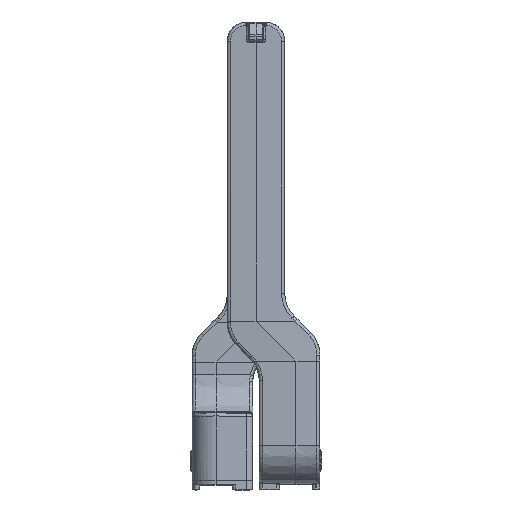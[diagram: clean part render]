
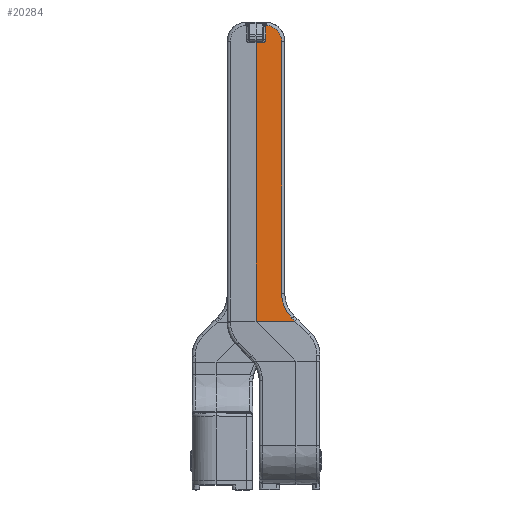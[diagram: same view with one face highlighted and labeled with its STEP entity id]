
A CAD part, top view. The second image highlights one B-rep face of the part: STEP entity #20284.
In plain terms, the highlighted face is planar.
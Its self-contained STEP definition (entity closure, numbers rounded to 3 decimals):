
#2899=DIRECTION('',(0.,1.,0.));
#2900=VECTOR('',#2899,43.5);
#2901=CARTESIAN_POINT('',(22.,26.25,0.));
#2902=LINE('',#2901,#2900);
#2919=CARTESIAN_POINT('',(21.895,69.96,-4.013));
#2920=CARTESIAN_POINT('',(21.895,70.282,-4.013));
#2921=CARTESIAN_POINT('',(21.898,70.925,-3.887));
#2922=CARTESIAN_POINT('',(21.912,71.748,-3.349));
#2923=CARTESIAN_POINT('',(21.933,72.308,-2.541));
#2924=CARTESIAN_POINT('',(21.95,72.451,-1.898));
#2925=CARTESIAN_POINT('',(21.959,72.459,-1.576));
#2927=CARTESIAN_POINT('',(21.853,26.682,-5.624));
#2928=CARTESIAN_POINT('',(21.866,27.191,-5.115));
#2929=CARTESIAN_POINT('',(21.887,28.411,-4.299));
#2930=CARTESIAN_POINT('',(21.895,29.851,-4.013));
#2931=CARTESIAN_POINT('',(21.895,30.571,-4.013));
#2933=DIRECTION('',(0.019,0.707,0.707));
#2934=VECTOR('',#2933,0.613);
#2935=CARTESIAN_POINT('',(21.841,26.248,-6.058));
#2936=LINE('',#2935,#2934);
#2937=DIRECTION('',(-0.026,0.,-1.));
#2938=VECTOR('',#2937,6.06);
#2939=CARTESIAN_POINT('',(22.,26.25,0.));
#2940=LINE('',#2939,#2938);
#2941=DIRECTION('',(0.026,-0.026,0.999));
#2942=VECTOR('',#2941,1.007);
#2943=CARTESIAN_POINT('',(21.974,69.776,-1.007));
#2944=LINE('',#2943,#2942);
#2950=CARTESIAN_POINT('',(21.974,69.776,-1.007));
#2951=CARTESIAN_POINT('',(21.972,69.778,-1.058));
#2952=CARTESIAN_POINT('',(21.97,69.795,-1.157));
#2953=CARTESIAN_POINT('',(21.966,69.868,-1.296));
#2954=CARTESIAN_POINT('',(21.963,69.981,-1.407));
#2955=CARTESIAN_POINT('',(21.961,70.123,-1.478));
#2956=CARTESIAN_POINT('',(21.961,70.223,-1.493));
#2957=CARTESIAN_POINT('',(21.961,70.276,-1.493));
#2964=DIRECTION('',(0.,1.,0.));
#2965=VECTOR('',#2964,2.185);
#2966=CARTESIAN_POINT('',(21.961,70.276,-1.493));
#2967=LINE('',#2966,#2965);
#2998=DIRECTION('',(-0.026,-0.019,-0.999));
#2999=VECTOR('',#2998,0.083);
#3000=CARTESIAN_POINT('',(21.961,72.461,-1.493));
#3001=LINE('',#3000,#2999);
#3010=CARTESIAN_POINT('',(21.961,72.461,-1.493));
#3224=CARTESIAN_POINT('',(21.841,26.248,-6.058));
#3250=DIRECTION('',(0.,-1.,0.));
#3251=VECTOR('',#3250,39.389);
#3252=CARTESIAN_POINT('',(21.895,69.96,-4.013));
#3253=LINE('',#3252,#3251);
#3562=CARTESIAN_POINT('',(22.,69.75,0.));
#12312=CARTESIAN_POINT('',(21.895,30.571,
-4.013));
#12314=VERTEX_POINT('',#12312);
#12350=CARTESIAN_POINT('',(21.853,26.682,
-5.624));
#12351=VERTEX_POINT('',#12350);
#12352=CARTESIAN_POINT('',(21.895,69.96,
-4.013));
#12353=VERTEX_POINT('',#12352);
#12358=CARTESIAN_POINT('',(21.959,72.459,
-1.579));
#12359=VERTEX_POINT('',#12358);
#12361=VERTEX_POINT('',#3010);
#12544=CARTESIAN_POINT('',(21.961,70.276,
-1.493));
#12545=VERTEX_POINT('',#12544);
#12547=VERTEX_POINT('',#3562);
#12548=CARTESIAN_POINT('',(21.974,69.776,
-1.007));
#12549=VERTEX_POINT('',#12548);
#13193=VERTEX_POINT('',#3224);
#13196=CARTESIAN_POINT('',(22.,26.25,0.));
#13197=VERTEX_POINT('',#13196);
#20258=CARTESIAN_POINT('',(22.,27.305,0.));
#20259=DIRECTION('',(1.,0.,-0.026));
#20260=DIRECTION('',(-0.026,0.,-1.));
#20261=AXIS2_PLACEMENT_3D('',#20258,#20259,#20260);
#20262=PLANE('',#20261);
#20264=ORIENTED_EDGE('',*,*,#20263,.T.);
#20266=ORIENTED_EDGE('',*,*,#20265,.T.);
#20268=ORIENTED_EDGE('',*,*,#20267,.T.);
#20270=ORIENTED_EDGE('',*,*,#20269,.F.);
#20272=ORIENTED_EDGE('',*,*,#20271,.T.);
#20274=ORIENTED_EDGE('',*,*,#20273,.F.);
#20276=ORIENTED_EDGE('',*,*,#20275,.F.);
#20278=ORIENTED_EDGE('',*,*,#20277,.F.);
#20279=ORIENTED_EDGE('',*,*,#20240,.T.);
#20281=ORIENTED_EDGE('',*,*,#20280,.F.);
#20282=EDGE_LOOP('',(#20264,#20266,#20268,#20270,#20272,#20274,#20276,#20278,
#20279,#20281));
#20283=FACE_OUTER_BOUND('',#20282,.F.);
#20284=ADVANCED_FACE('',(#20283),#20262,.T.);
#2926=B_SPLINE_CURVE_WITH_KNOTS('',3,(#2919,#2920,#2921,#2922,#2923,#2924,
#2925),.UNSPECIFIED.,.F.,.F.,(4,1,1,1,4),(0.,0.25,0.5,0.75,1.),
.UNSPECIFIED.);
#2932=B_SPLINE_CURVE_WITH_KNOTS('',3,(#2927,#2928,#2929,#2930,#2931),
.UNSPECIFIED.,.F.,.F.,(4,1,4),(0.,0.5,1.),.UNSPECIFIED.);
#2958=B_SPLINE_CURVE_WITH_KNOTS('',3,(#2950,#2951,#2952,#2953,#2954,#2955,#2956,
#2957),.UNSPECIFIED.,.F.,.F.,(4,1,1,1,1,4),(0.,0.2,0.4,0.6,0.8,1.),
.UNSPECIFIED.);
#20240=EDGE_CURVE('',#13197,#12547,#2902,.T.);
#20263=EDGE_CURVE('',#12549,#12545,#2958,.T.);
#20265=EDGE_CURVE('',#12545,#12361,#2967,.T.);
#20267=EDGE_CURVE('',#12361,#12359,#3001,.T.);
#20269=EDGE_CURVE('',#12353,#12359,#2926,.T.);
#20271=EDGE_CURVE('',#12353,#12314,#3253,.T.);
#20273=EDGE_CURVE('',#12351,#12314,#2932,.T.);
#20275=EDGE_CURVE('',#13193,#12351,#2936,.T.);
#20277=EDGE_CURVE('',#13197,#13193,#2940,.T.);
#20280=EDGE_CURVE('',#12549,#12547,#2944,.T.);
